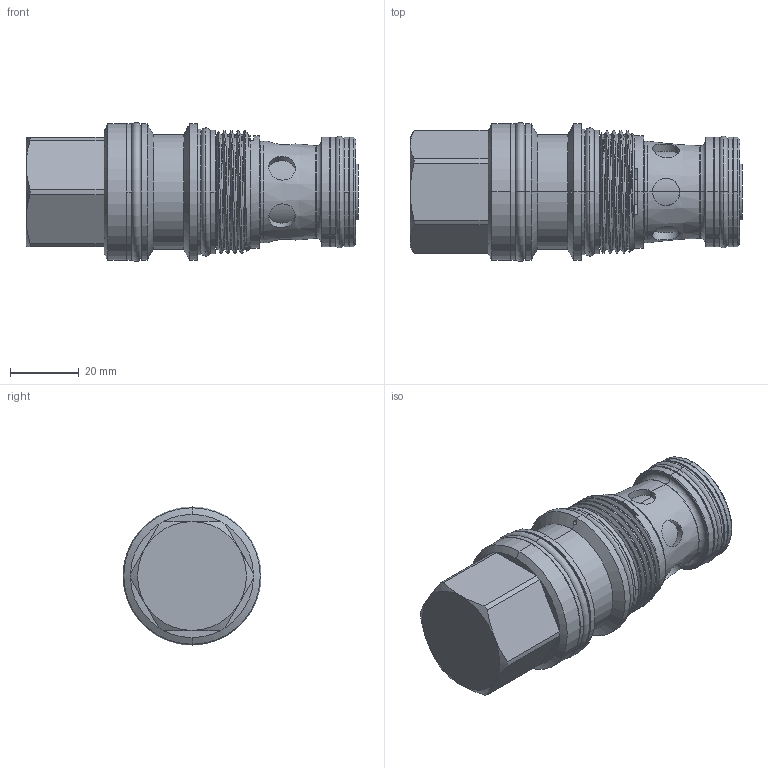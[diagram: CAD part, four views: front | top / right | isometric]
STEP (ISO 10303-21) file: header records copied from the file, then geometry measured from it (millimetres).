
FILE_DESCRIPTION (( 'STEP AP203' ), '1' );
FILE_NAME ('CB17A3D-N.STEP', '2020-03-03T06:12:33', ( '' ), ( '' ), 'SwSTEP 2.0', 'SolidWorks 2018', '' );
FILE_SCHEMA (( 'CONFIG_CONTROL_DESIGN' ));
Length unit declared in the file: millimetre
Products named in the file (1): CB17A3D-N
Bounding box: 96.49 x 40.39 x 40.39 mm (x, y, z)
Volume: 83051.3 mm3; surface area: 21784.6 mm2
Topology: 6 solids, 6 shells, 202 faces, 455 edges, 279 vertices
Faces by surface type: cylinder 107, plane 36, cone 34, torus 20, bspline 3, sphere 2
Entity records: 7522 total; most frequent: CARTESIAN_POINT 2923, DIRECTION 1003, ORIENTED_EDGE 910, EDGE_CURVE 455, AXIS2_PLACEMENT_3D 430, VERTEX_POINT 279, CIRCLE 230, EDGE_LOOP 226
